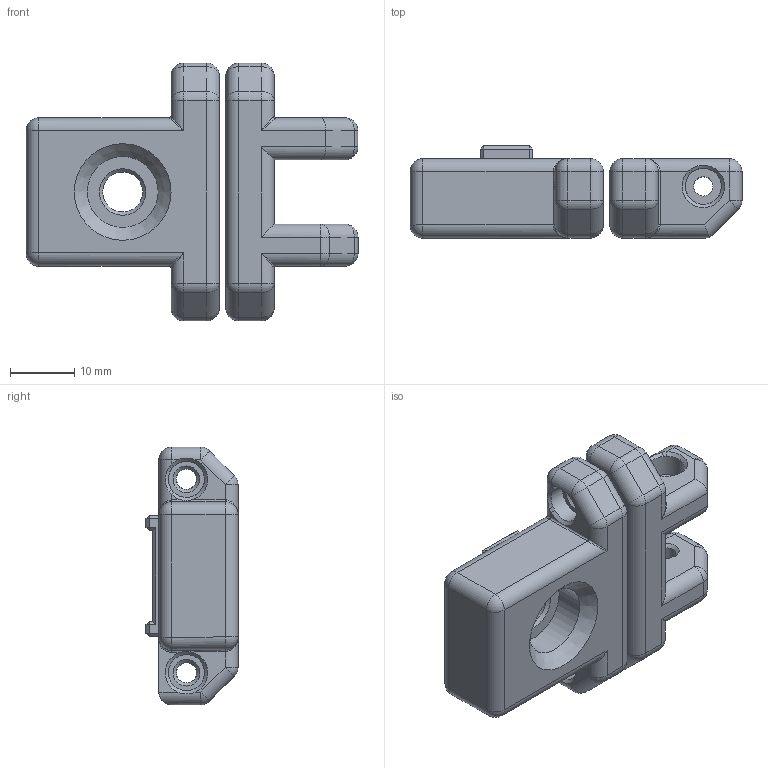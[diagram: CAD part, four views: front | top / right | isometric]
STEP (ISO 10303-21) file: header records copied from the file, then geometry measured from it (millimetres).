
FILE_DESCRIPTION(/* description */ (''),/* implementation_level */ '2;1');
FILE_NAME(/* name */ 'y-BeltTensioner-1x-2.0.step',/* time_stamp */ '2018-03-25T14:57:44+02:00',/* author */ ('wolfgang.schadow'),/* organization */ (''),/* preprocessor_version */ 'ST-DEVELOPER v16.13',/* originating_system */ 'Autodesk Translation Framework v6.5.0.72',/* authorisation */ '');
FILE_SCHEMA (('AUTOMOTIVE_DESIGN { 1 0 10303 214 3 1 1 }'));
Length unit declared in the file: millimetre
Products named in the file (2): y-BeltTensioner-1x-2.0; y_belt_tensioner_v7 v2
Assembly tree (1 placements, depth 2):
  y-BeltTensioner-1x-2.0
    y_belt_tensioner_v7 v2
Bounding box: 51.5 x 14.29 x 40 mm (x, y, z)
Volume: 13320.6 mm3; surface area: 5985.9 mm2
Topology: 2 solids, 2 shells, 281 faces, 627 edges, 344 vertices
Faces by surface type: plane 114, cylinder 86, sphere 37, bspline 26, cone 17, torus 1
Full cylindrical faces by diameter (mm): 3 x2, 3.1 x2, 3.15 x2, 5.6 x3, 6.2 x1, 11 x1
Entity records: 8067 total; most frequent: CARTESIAN_POINT 1892, DIRECTION 1301, ORIENTED_EDGE 1240, EDGE_CURVE 620, AXIS2_PLACEMENT_3D 461, LINE 379, VECTOR 379, VERTEX_POINT 344
